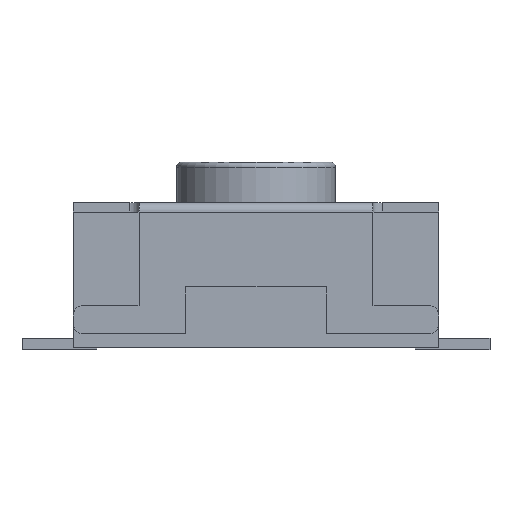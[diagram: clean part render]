
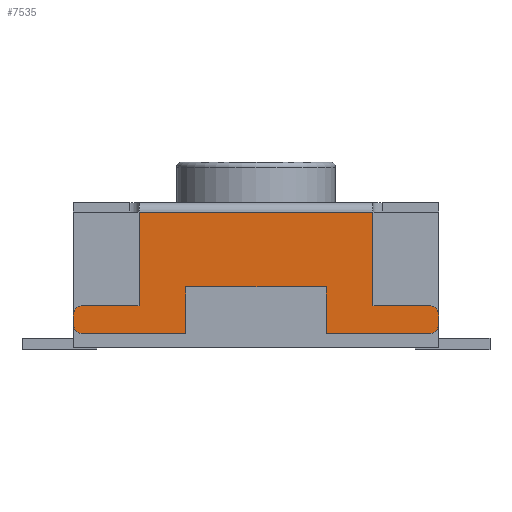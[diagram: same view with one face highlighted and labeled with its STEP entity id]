
A CAD part, front view. The second image highlights one B-rep face of the part: STEP entity #7535.
In plain terms, the highlighted planar face has unit normal (0, -1, 0).
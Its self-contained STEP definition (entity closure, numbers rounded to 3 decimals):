
#49 = LINE ( 'NONE', #9991, #5409 ) ;
#302 = DIRECTION ( 'NONE',  ( -1., 0., 0. ) ) ;
#387 = VERTEX_POINT ( 'NONE', #7344 ) ;
#474 = ORIENTED_EDGE ( 'NONE', *, *, #6822, .T. ) ;
#854 = DIRECTION ( 'NONE',  ( 0., -1., 0. ) ) ;
#918 = ORIENTED_EDGE ( 'NONE', *, *, #9120, .F. ) ;
#1327 = CARTESIAN_POINT ( 'NONE',  ( -1.85, -1.475, -1.4 ) ) ;
#1587 = ORIENTED_EDGE ( 'NONE', *, *, #17287, .T. ) ;
#1600 = VECTOR ( 'NONE', #5042, 1000. ) ;
#1685 = VERTEX_POINT ( 'NONE', #6493 ) ;
#1759 = LINE ( 'NONE', #15740, #18277 ) ;
#1818 = CARTESIAN_POINT ( 'NONE',  ( 0.75, -1.475, -1.9 ) ) ;
#1819 = CARTESIAN_POINT ( 'NONE',  ( 1.85, -1.475, -1.4 ) ) ;
#2237 = VECTOR ( 'NONE', #6351, 1000. ) ;
#2364 = LINE ( 'NONE', #11444, #19294 ) ;
#2476 = CARTESIAN_POINT ( 'NONE',  ( 1.85, -1.475, -1.2 ) ) ;
#2834 = VERTEX_POINT ( 'NONE', #1819 ) ;
#2922 = VECTOR ( 'NONE', #18691, 1000. ) ;
#2993 = ORIENTED_EDGE ( 'NONE', *, *, #5740, .T. ) ;
#3670 = CARTESIAN_POINT ( 'NONE',  ( 0., -1.475, -0.1 ) ) ;
#3742 = AXIS2_PLACEMENT_3D ( 'NONE', #17727, #16036, #11545 ) ;
#3806 = CARTESIAN_POINT ( 'NONE',  ( -1.25, -1.475, -0.1 ) ) ;
#3972 = ORIENTED_EDGE ( 'NONE', *, *, #16576, .T. ) ;
#4096 = CARTESIAN_POINT ( 'NONE',  ( 1.85, -1.475, -1.1 ) ) ;
#4254 = CARTESIAN_POINT ( 'NONE',  ( 0.75, -1.475, -1.4 ) ) ;
#4399 = EDGE_CURVE ( 'NONE', #14425, #387, #49, .T. ) ;
#4641 = EDGE_CURVE ( 'NONE', #10444, #11051, #18879, .T. ) ;
#4678 = EDGE_CURVE ( 'NONE', #9137, #12732, #8263, .T. ) ;
#4834 = DIRECTION ( 'NONE',  ( 0., -1., 0. ) ) ;
#4883 = EDGE_CURVE ( 'NONE', #10406, #7524, #1759, .T. ) ;
#4970 = CARTESIAN_POINT ( 'NONE',  ( 1.85, -1.475, -1.3 ) ) ;
#5042 = DIRECTION ( 'NONE',  ( 1., 0., 0. ) ) ;
#5196 = VERTEX_POINT ( 'NONE', #4254 ) ;
#5375 = PLANE ( 'NONE',  #3742 ) ;
#5409 = VECTOR ( 'NONE', #17312, 1000. ) ;
#5414 = CARTESIAN_POINT ( 'NONE',  ( 1.95, -1.475, -1.4 ) ) ;
#5606 = EDGE_CURVE ( 'NONE', #7525, #17206, #15307, .T. ) ;
#5740 = EDGE_CURVE ( 'NONE', #7524, #7525, #12452, .T. ) ;
#5996 = CARTESIAN_POINT ( 'NONE',  ( -1.25, -1.475, -1.1 ) ) ;
#6039 = DIRECTION ( 'NONE',  ( 0., 0., 1. ) ) ;
#6318 = LINE ( 'NONE', #3670, #12363 ) ;
#6351 = DIRECTION ( 'NONE',  ( 0., 0., -1. ) ) ;
#6493 = CARTESIAN_POINT ( 'NONE',  ( 1.25, -1.475, -1.1 ) ) ;
#6580 = DIRECTION ( 'NONE',  ( 0., 0., 1. ) ) ;
#6732 = CARTESIAN_POINT ( 'NONE',  ( 0.75, -1.475, -0.9 ) ) ;
#6822 = EDGE_CURVE ( 'NONE', #12732, #7372, #15968, .T. ) ;
#6989 = FACE_OUTER_BOUND ( 'NONE', #8175, .T. ) ;
#7027 = VECTOR ( 'NONE', #18132, 1000. ) ;
#7327 = AXIS2_PLACEMENT_3D ( 'NONE', #2476, #854, #19215 ) ;
#7344 = CARTESIAN_POINT ( 'NONE',  ( -0.75, -1.475, -0.9 ) ) ;
#7372 = VERTEX_POINT ( 'NONE', #4096 ) ;
#7423 = CARTESIAN_POINT ( 'NONE',  ( 1.25, -1.475, -1.1 ) ) ;
#7524 = VERTEX_POINT ( 'NONE', #10018 ) ;
#7525 = VERTEX_POINT ( 'NONE', #12938 ) ;
#7535 = ADVANCED_FACE ( 'NONE', ( #6989 ), #5375, .F. ) ;
#8046 = VECTOR ( 'NONE', #10048, 1000. ) ;
#8175 = EDGE_LOOP ( 'NONE', ( #13703, #10836, #13031, #474, #16103, #3972, #1587, #16616, #2993, #15660, #16023, #12926, #17510, #918, #16268, #14225 ) ) ;
#8263 = LINE ( 'NONE', #5414, #12831 ) ;
#8274 = CARTESIAN_POINT ( 'NONE',  ( 1.95, -1.475, -1.3 ) ) ;
#8434 = CIRCLE ( 'NONE', #17704, 0.1 ) ;
#8478 = LINE ( 'NONE', #15802, #1600 ) ;
#8515 = DIRECTION ( 'NONE',  ( 1., 0., 0. ) ) ;
#8857 = EDGE_CURVE ( 'NONE', #7372, #1685, #8929, .T. ) ;
#8929 = LINE ( 'NONE', #7423, #7027 ) ;
#8943 = DIRECTION ( 'NONE',  ( 0., -1., 0. ) ) ;
#8976 = CARTESIAN_POINT ( 'NONE',  ( -1.95, -1.475, -1.2 ) ) ;
#9007 = VERTEX_POINT ( 'NONE', #9814 ) ;
#9120 = EDGE_CURVE ( 'NONE', #387, #16841, #17107, .T. ) ;
#9137 = VERTEX_POINT ( 'NONE', #8274 ) ;
#9140 = DIRECTION ( 'NONE',  ( -1., 0., 0. ) ) ;
#9184 = EDGE_CURVE ( 'NONE', #5196, #2834, #8478, .T. ) ;
#9618 = DIRECTION ( 'NONE',  ( 0., -1., 0. ) ) ;
#9814 = CARTESIAN_POINT ( 'NONE',  ( 1.25, -1.475, -0.1 ) ) ;
#9991 = CARTESIAN_POINT ( 'NONE',  ( -0.75, -1.475, -0.9 ) ) ;
#10018 = CARTESIAN_POINT ( 'NONE',  ( -1.25, -1.475, -1.1 ) ) ;
#10048 = DIRECTION ( 'NONE',  ( 0., 0., -1. ) ) ;
#10262 = AXIS2_PLACEMENT_3D ( 'NONE', #15305, #4834, #6039 ) ;
#10406 = VERTEX_POINT ( 'NONE', #3806 ) ;
#10444 = VERTEX_POINT ( 'NONE', #12977 ) ;
#10836 = ORIENTED_EDGE ( 'NONE', *, *, #13288, .T. ) ;
#11051 = VERTEX_POINT ( 'NONE', #1327 ) ;
#11158 = LINE ( 'NONE', #15748, #11370 ) ;
#11370 = VECTOR ( 'NONE', #12941, 1000. ) ;
#11444 = CARTESIAN_POINT ( 'NONE',  ( 0., -1.475, -1.4 ) ) ;
#11473 = CARTESIAN_POINT ( 'NONE',  ( -1.95, -1.475, -1.4 ) ) ;
#11545 = DIRECTION ( 'NONE',  ( 0., 0., 1. ) ) ;
#12049 = EDGE_CURVE ( 'NONE', #17206, #10444, #14568, .T. ) ;
#12077 = CARTESIAN_POINT ( 'NONE',  ( -1.85, -1.475, -1.2 ) ) ;
#12363 = VECTOR ( 'NONE', #302, 1000. ) ;
#12452 = LINE ( 'NONE', #5996, #18818 ) ;
#12524 = EDGE_CURVE ( 'NONE', #5196, #14425, #18884, .T. ) ;
#12732 = VERTEX_POINT ( 'NONE', #18082 ) ;
#12831 = VECTOR ( 'NONE', #17473, 1000. ) ;
#12926 = ORIENTED_EDGE ( 'NONE', *, *, #4641, .T. ) ;
#12938 = CARTESIAN_POINT ( 'NONE',  ( -1.85, -1.475, -1.1 ) ) ;
#12941 = DIRECTION ( 'NONE',  ( 0., 0., 1. ) ) ;
#12977 = CARTESIAN_POINT ( 'NONE',  ( -1.95, -1.475, -1.3 ) ) ;
#13031 = ORIENTED_EDGE ( 'NONE', *, *, #4678, .T. ) ;
#13252 = DIRECTION ( 'NONE',  ( 0., 0., 1. ) ) ;
#13288 = EDGE_CURVE ( 'NONE', #2834, #9137, #8434, .T. ) ;
#13703 = ORIENTED_EDGE ( 'NONE', *, *, #9184, .T. ) ;
#14051 = DIRECTION ( 'NONE',  ( 0., 0., -1. ) ) ;
#14225 = ORIENTED_EDGE ( 'NONE', *, *, #12524, .F. ) ;
#14425 = VERTEX_POINT ( 'NONE', #6732 ) ;
#14568 = LINE ( 'NONE', #11473, #8046 ) ;
#15305 = CARTESIAN_POINT ( 'NONE',  ( -1.85, -1.475, -1.3 ) ) ;
#15307 = CIRCLE ( 'NONE', #17213, 0.1 ) ;
#15610 = CARTESIAN_POINT ( 'NONE',  ( -0.75, -1.475, -1.9 ) ) ;
#15660 = ORIENTED_EDGE ( 'NONE', *, *, #5606, .T. ) ;
#15740 = CARTESIAN_POINT ( 'NONE',  ( -1.25, -1.475, 0. ) ) ;
#15748 = CARTESIAN_POINT ( 'NONE',  ( 1.25, -1.475, 0. ) ) ;
#15802 = CARTESIAN_POINT ( 'NONE',  ( 0., -1.475, -1.4 ) ) ;
#15858 = EDGE_CURVE ( 'NONE', #11051, #16841, #2364, .T. ) ;
#15968 = CIRCLE ( 'NONE', #7327, 0.1 ) ;
#16023 = ORIENTED_EDGE ( 'NONE', *, *, #12049, .T. ) ;
#16036 = DIRECTION ( 'NONE',  ( 0., 1., 0. ) ) ;
#16103 = ORIENTED_EDGE ( 'NONE', *, *, #8857, .T. ) ;
#16268 = ORIENTED_EDGE ( 'NONE', *, *, #4399, .F. ) ;
#16576 = EDGE_CURVE ( 'NONE', #1685, #9007, #11158, .T. ) ;
#16616 = ORIENTED_EDGE ( 'NONE', *, *, #4883, .T. ) ;
#16841 = VERTEX_POINT ( 'NONE', #19299 ) ;
#17107 = LINE ( 'NONE', #15610, #2237 ) ;
#17206 = VERTEX_POINT ( 'NONE', #8976 ) ;
#17213 = AXIS2_PLACEMENT_3D ( 'NONE', #12077, #8943, #13252 ) ;
#17287 = EDGE_CURVE ( 'NONE', #9007, #10406, #6318, .T. ) ;
#17312 = DIRECTION ( 'NONE',  ( -1., 0., 0. ) ) ;
#17473 = DIRECTION ( 'NONE',  ( 0., 0., 1. ) ) ;
#17510 = ORIENTED_EDGE ( 'NONE', *, *, #15858, .T. ) ;
#17704 = AXIS2_PLACEMENT_3D ( 'NONE', #4970, #9618, #6580 ) ;
#17727 = CARTESIAN_POINT ( 'NONE',  ( 0., -1.475, 0. ) ) ;
#18082 = CARTESIAN_POINT ( 'NONE',  ( 1.95, -1.475, -1.2 ) ) ;
#18132 = DIRECTION ( 'NONE',  ( -1., 0., 0. ) ) ;
#18277 = VECTOR ( 'NONE', #14051, 1000. ) ;
#18691 = DIRECTION ( 'NONE',  ( 0., 0., 1. ) ) ;
#18818 = VECTOR ( 'NONE', #9140, 1000. ) ;
#18879 = CIRCLE ( 'NONE', #10262, 0.1 ) ;
#18884 = LINE ( 'NONE', #1818, #2922 ) ;
#19215 = DIRECTION ( 'NONE',  ( 0., 0., 1. ) ) ;
#19294 = VECTOR ( 'NONE', #8515, 1000. ) ;
#19299 = CARTESIAN_POINT ( 'NONE',  ( -0.75, -1.475, -1.4 ) ) ;
